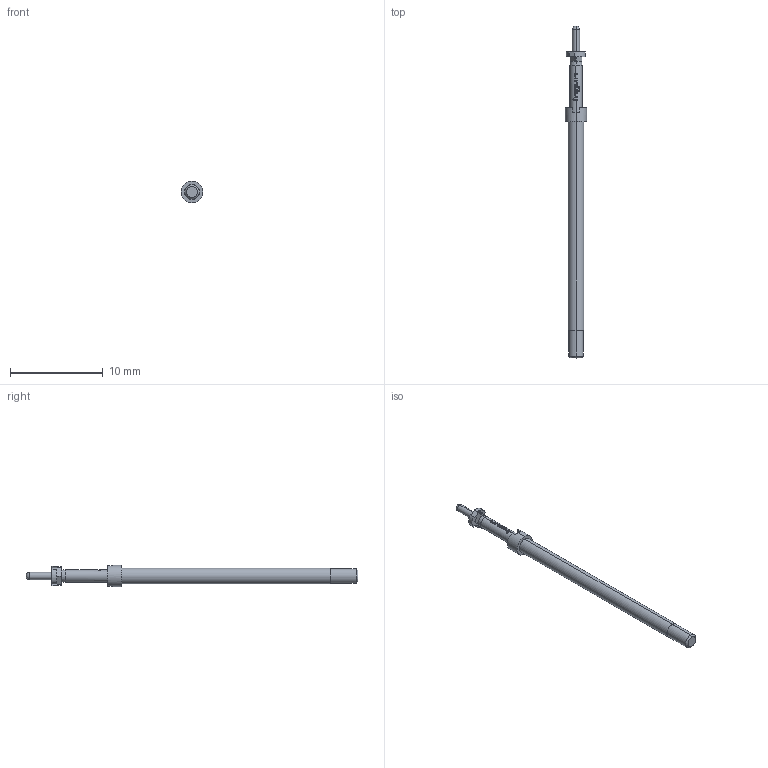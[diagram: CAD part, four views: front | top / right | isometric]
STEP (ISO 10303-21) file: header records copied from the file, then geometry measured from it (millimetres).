
FILE_DESCRIPTION (( 'STEP AP203' ), '1' );
FILE_NAME ('INGUN_T-912_305_080_280_210_X_xx02_M_0.STEP', '2019-01-29T06:15:09', ( '' ), ( '' ), 'SwSTEP 2.0', 'SolidWorks 2018', '' );
FILE_SCHEMA (( 'CONFIG_CONTROL_DESIGN' ));
Length unit declared in the file: millimetre
Products named in the file (1): INGUN_T-912_305_080_280_210_X_xx02_M_0
Bounding box: 2.3 x 35.8 x 2.3 mm (x, y, z)
Volume: 70.2 mm3; surface area: 188.6 mm2
Topology: 1 solids, 1 shells, 128 faces, 361 edges, 237 vertices
Faces by surface type: bspline 56, plane 39, cylinder 27, cone 4, sphere 2
Entity records: 5196 total; most frequent: CARTESIAN_POINT 2355, ORIENTED_EDGE 714, EDGE_CURVE 357, DIRECTION 351, VERTEX_POINT 235, B_SPLINE_CURVE_WITH_KNOTS 204, EDGE_LOOP 132, ADVANCED_FACE 128
